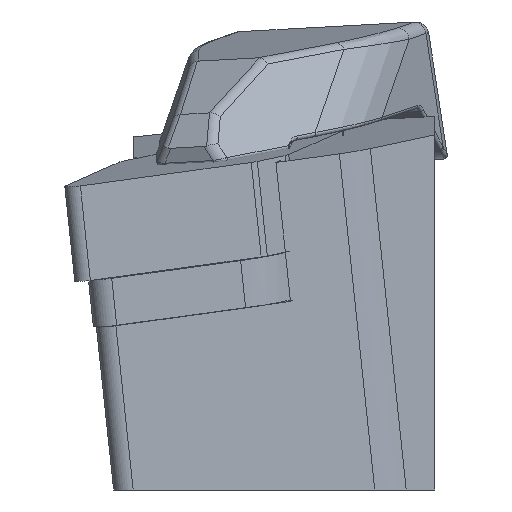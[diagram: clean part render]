
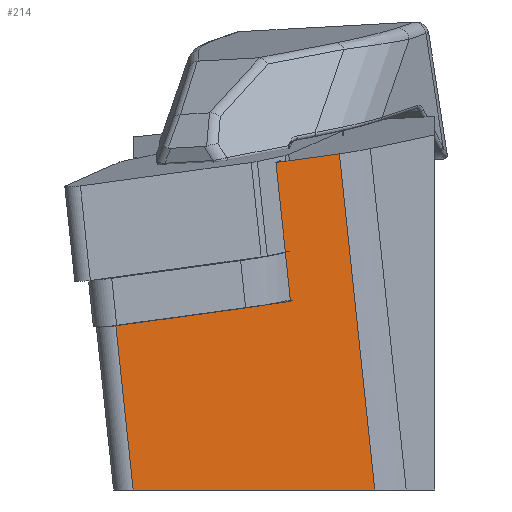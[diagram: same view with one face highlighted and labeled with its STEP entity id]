
A CAD part, left-side view. The second image highlights one B-rep face of the part: STEP entity #214.
In plain terms, the highlighted planar face has unit normal (-0.951, -0.3, -0.069).
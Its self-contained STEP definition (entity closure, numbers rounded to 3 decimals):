
#214=ADVANCED_FACE('',(#422),#354,.F.);
#354=PLANE('',#2494);
#422=FACE_OUTER_BOUND('',#559,.T.);
#559=EDGE_LOOP('',(#1189,#1190,#1191,#1192,#1193,#1194,#1195));
#693=LINE('',#3451,#898);
#706=LINE('',#3495,#911);
#744=LINE('',#3599,#949);
#745=LINE('',#3601,#950);
#746=LINE('',#3603,#951);
#747=LINE('',#3605,#952);
#748=LINE('',#3606,#953);
#898=VECTOR('',#2724,1.);
#911=VECTOR('',#2759,1.);
#949=VECTOR('',#2841,1.);
#950=VECTOR('',#2842,1.);
#951=VECTOR('',#2843,1.);
#952=VECTOR('',#2844,1.);
#953=VECTOR('',#2845,1.);
#1189=ORIENTED_EDGE('',*,*,#2102,.T.);
#1190=ORIENTED_EDGE('',*,*,#2103,.T.);
#1191=ORIENTED_EDGE('',*,*,#2104,.F.);
#1192=ORIENTED_EDGE('',*,*,#2105,.F.);
#1193=ORIENTED_EDGE('',*,*,#2050,.F.);
#1194=ORIENTED_EDGE('',*,*,#2106,.T.);
#1195=ORIENTED_EDGE('',*,*,#2030,.T.);
#1809=VERTEX_POINT('',#3449);
#1811=VERTEX_POINT('',#3452);
#1830=VERTEX_POINT('',#3494);
#1831=VERTEX_POINT('',#3496);
#1871=VERTEX_POINT('',#3600);
#1872=VERTEX_POINT('',#3602);
#1873=VERTEX_POINT('',#3604);
#2030=EDGE_CURVE('',#1811,#1809,#693,.T.);
#2050=EDGE_CURVE('',#1830,#1831,#706,.T.);
#2102=EDGE_CURVE('',#1809,#1871,#744,.T.);
#2103=EDGE_CURVE('',#1871,#1872,#745,.T.);
#2104=EDGE_CURVE('',#1873,#1872,#746,.T.);
#2105=EDGE_CURVE('',#1831,#1873,#747,.T.);
#2106=EDGE_CURVE('',#1830,#1811,#748,.T.);
#2494=AXIS2_PLACEMENT_3D('',#3607,#2846,#2847);
#2724=DIRECTION('',(-0.29,0.948,-0.13));
#2759=DIRECTION('',(0.29,-0.948,0.13));
#2841=DIRECTION('',(-0.29,0.948,-0.13));
#2842=DIRECTION('',(0.105,-0.104,-0.989));
#2843=DIRECTION('',(-0.301,0.954,0.));
#2844=DIRECTION('',(0.105,-0.104,-0.989));
#2845=DIRECTION('',(0.105,-0.104,-0.989));
#2846=DIRECTION('',(0.951,0.3,0.069));
#2847=DIRECTION('',(0.301,-0.954,0.));
#3449=CARTESIAN_POINT('',(5.599,11.183,-7.692));
#3451=CARTESIAN_POINT('',(2.543,21.188,-9.067));
#3452=CARTESIAN_POINT('',(6.088,9.582,-7.472));
#3494=CARTESIAN_POINT('',(5.113,10.552,1.756));
#3495=CARTESIAN_POINT('',(1.568,22.158,0.161));
#3496=CARTESIAN_POINT('',(6.4,6.337,2.335));
#3599=CARTESIAN_POINT('',(2.543,21.188,-9.067));
#3600=CARTESIAN_POINT('',(2.543,21.188,-9.067));
#3601=CARTESIAN_POINT('',(5.707,18.042,-39.006));
#3602=CARTESIAN_POINT('',(3.698,20.039,-20.));
#3603=CARTESIAN_POINT('',(4.453,17.646,-20.));
#3604=CARTESIAN_POINT('',(8.76,3.99,-20.));
#3605=CARTESIAN_POINT('',(10.539,2.221,-36.833));
#3606=CARTESIAN_POINT('',(5.043,10.622,2.418));
#3607=CARTESIAN_POINT('',(5.707,18.042,-39.006));
